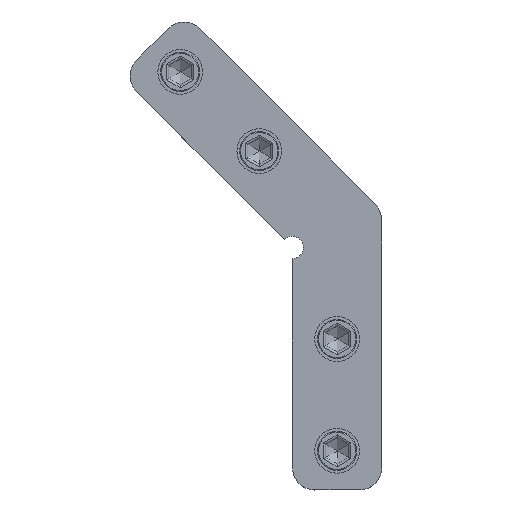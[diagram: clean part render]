
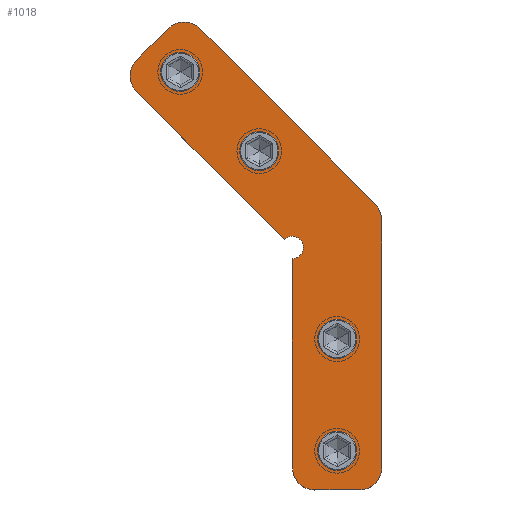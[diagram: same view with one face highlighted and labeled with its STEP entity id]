
A CAD part, top view. The second image highlights one B-rep face of the part: STEP entity #1018.
In plain terms, the highlighted planar face has unit normal (0, 0, 1).
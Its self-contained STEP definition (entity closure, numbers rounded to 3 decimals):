
#369=CARTESIAN_POINT('',(-5.,47.929,1.5));
#370=DIRECTION('',(0.,0.,-1.));
#371=DIRECTION('',(0.707,0.707,0.));
#372=AXIS2_PLACEMENT_3D('',#369,#370,#371);
#377=CARTESIAN_POINT('',(-4.,4.,1.5));
#378=DIRECTION('',(0.,0.,-1.));
#379=DIRECTION('',(1.,0.,0.));
#380=AXIS2_PLACEMENT_3D('',#377,#378,#379);
#385=CARTESIAN_POINT('',(-12.,4.,1.5));
#386=DIRECTION('',(0.,0.,-1.));
#387=DIRECTION('',(0.,-1.,0.));
#388=AXIS2_PLACEMENT_3D('',#385,#386,#387);
#393=CARTESIAN_POINT('',(-16.,43.373,1.5));
#394=DIRECTION('',(0.,0.,1.));
#395=DIRECTION('',(0.,-1.,0.));
#396=AXIS2_PLACEMENT_3D('',#393,#394,#395);
#401=CARTESIAN_POINT('',(-16.,43.373,1.5));
#402=DIRECTION('',(0.,0.,1.));
#403=DIRECTION('',(1.,0.,0.));
#404=AXIS2_PLACEMENT_3D('',#401,#402,#403);
#409=DIRECTION('',(-0.707,0.707,0.));
#410=VECTOR('',#409,37.373);
#411=CARTESIAN_POINT('',(-17.414,44.787,1.5));
#412=LINE('',#411,#410);
#416=CARTESIAN_POINT('',(-41.012,74.042,1.5));
#417=DIRECTION('',(0.,0.,-1.));
#418=DIRECTION('',(-0.707,-0.707,0.));
#419=AXIS2_PLACEMENT_3D('',#416,#417,#418);
#424=CARTESIAN_POINT('',(-41.012,74.042,1.5));
#425=DIRECTION('',(0.,0.,-1.));
#426=DIRECTION('',(-1.,0.,0.));
#427=AXIS2_PLACEMENT_3D('',#424,#425,#426);
#432=DIRECTION('',(0.707,0.707,0.));
#433=VECTOR('',#432,8.);
#434=CARTESIAN_POINT('',(-43.841,76.87,1.5));
#435=LINE('',#434,#433);
#439=CARTESIAN_POINT('',(-35.355,79.698,1.5));
#440=DIRECTION('',(0.,0.,-1.));
#441=DIRECTION('',(-0.707,0.707,0.));
#442=AXIS2_PLACEMENT_3D('',#439,#440,#441);
#447=DIRECTION('',(0.707,-0.707,0.));
#448=VECTOR('',#447,43.929);
#449=CARTESIAN_POINT('',(-32.527,82.527,1.5));
#450=LINE('',#449,#448);
#454=CARTESIAN_POINT('',(-8.,7.,1.5));
#455=DIRECTION('',(0.,0.,1.));
#456=DIRECTION('',(-1.,0.,0.));
#457=AXIS2_PLACEMENT_3D('',#454,#455,#456);
#462=CARTESIAN_POINT('',(-8.,7.,1.5));
#463=DIRECTION('',(0.,0.,1.));
#464=DIRECTION('',(1.,0.,0.));
#465=AXIS2_PLACEMENT_3D('',#462,#463,#464);
#470=CARTESIAN_POINT('',(-8.,27.,1.5));
#471=DIRECTION('',(0.,0.,1.));
#472=DIRECTION('',(-1.,0.,0.));
#473=AXIS2_PLACEMENT_3D('',#470,#471,#472);
#478=CARTESIAN_POINT('',(-8.,27.,1.5));
#479=DIRECTION('',(0.,0.,1.));
#480=DIRECTION('',(1.,0.,0.));
#481=AXIS2_PLACEMENT_3D('',#478,#479,#480);
#486=CARTESIAN_POINT('',(-21.92,60.607,1.5));
#487=DIRECTION('',(0.,0.,1.));
#488=DIRECTION('',(-1.,0.,0.));
#489=AXIS2_PLACEMENT_3D('',#486,#487,#488);
#494=CARTESIAN_POINT('',(-21.92,60.607,1.5));
#495=DIRECTION('',(0.,0.,1.));
#496=DIRECTION('',(1.,0.,0.));
#497=AXIS2_PLACEMENT_3D('',#494,#495,#496);
#502=CARTESIAN_POINT('',(-36.062,74.749,1.5));
#503=DIRECTION('',(0.,0.,1.));
#504=DIRECTION('',(-1.,0.,0.));
#505=AXIS2_PLACEMENT_3D('',#502,#503,#504);
#510=CARTESIAN_POINT('',(-36.062,74.749,1.5));
#511=DIRECTION('',(0.,0.,1.));
#512=DIRECTION('',(1.,0.,0.));
#513=AXIS2_PLACEMENT_3D('',#510,#511,#512);
#751=DIRECTION('',(0.,-1.,0.));
#752=VECTOR('',#751,37.373);
#753=CARTESIAN_POINT('',(-16.,41.373,1.5));
#754=LINE('',#753,#752);
#772=DIRECTION('',(1.,0.,0.));
#773=VECTOR('',#772,8.);
#774=CARTESIAN_POINT('',(-12.,0.,1.5));
#775=LINE('',#774,#773);
#793=DIRECTION('',(0.,1.,0.));
#794=VECTOR('',#793,43.929);
#795=CARTESIAN_POINT('',(0.,4.,1.5));
#796=LINE('',#795,#794);
#856=CARTESIAN_POINT('',(-43.841,71.213,1.5));
#857=CARTESIAN_POINT('',(-45.012,74.042,1.5));
#858=VERTEX_POINT('',#856);
#859=VERTEX_POINT('',#857);
#864=CARTESIAN_POINT('',(-1.464,51.464,1.5));
#865=CARTESIAN_POINT('',(0.,47.929,1.5));
#866=VERTEX_POINT('',#864);
#867=VERTEX_POINT('',#865);
#868=CARTESIAN_POINT('',(0.,4.,1.5));
#869=VERTEX_POINT('',#868);
#870=CARTESIAN_POINT('',(-4.,0.,1.5));
#871=VERTEX_POINT('',#870);
#872=CARTESIAN_POINT('',(-12.,0.,1.5));
#873=VERTEX_POINT('',#872);
#874=CARTESIAN_POINT('',(-16.,4.,1.5));
#875=VERTEX_POINT('',#874);
#876=CARTESIAN_POINT('',(-16.,41.373,1.5));
#877=VERTEX_POINT('',#876);
#878=CARTESIAN_POINT('',(-14.,43.373,1.5));
#879=VERTEX_POINT('',#878);
#880=CARTESIAN_POINT('',(-17.414,44.787,1.5));
#881=VERTEX_POINT('',#880);
#882=CARTESIAN_POINT('',(-43.841,76.87,1.5));
#883=VERTEX_POINT('',#882);
#884=CARTESIAN_POINT('',(-38.184,82.527,1.5));
#885=VERTEX_POINT('',#884);
#886=CARTESIAN_POINT('',(-32.527,82.527,1.5));
#887=VERTEX_POINT('',#886);
#912=CARTESIAN_POINT('',(-11.5,7.,1.5));
#913=CARTESIAN_POINT('',(-4.5,7.,1.5));
#914=VERTEX_POINT('',#912);
#915=VERTEX_POINT('',#913);
#921=CARTESIAN_POINT('',(-11.5,27.,1.5));
#923=VERTEX_POINT('',#921);
#925=CARTESIAN_POINT('',(-4.5,27.,1.5));
#927=VERTEX_POINT('',#925);
#929=CARTESIAN_POINT('',(-25.42,60.607,1.5));
#931=VERTEX_POINT('',#929);
#933=CARTESIAN_POINT('',(-18.42,60.607,1.5));
#935=VERTEX_POINT('',#933);
#937=CARTESIAN_POINT('',(-39.562,74.749,1.5));
#939=VERTEX_POINT('',#937);
#941=CARTESIAN_POINT('',(-32.562,74.749,1.5));
#943=VERTEX_POINT('',#941);
#960=CARTESIAN_POINT('',(-5.,47.929,1.5));
#961=DIRECTION('',(0.,0.,1.));
#962=DIRECTION('',(1.,0.,0.));
#963=AXIS2_PLACEMENT_3D('',#960,#961,#962);
#964=PLANE('',#963);
#966=ORIENTED_EDGE('',*,*,#965,.T.);
#968=ORIENTED_EDGE('',*,*,#967,.F.);
#970=ORIENTED_EDGE('',*,*,#969,.T.);
#972=ORIENTED_EDGE('',*,*,#971,.F.);
#974=ORIENTED_EDGE('',*,*,#973,.T.);
#976=ORIENTED_EDGE('',*,*,#975,.F.);
#978=ORIENTED_EDGE('',*,*,#977,.T.);
#980=ORIENTED_EDGE('',*,*,#979,.T.);
#982=ORIENTED_EDGE('',*,*,#981,.T.);
#983=ORIENTED_EDGE('',*,*,#949,.T.);
#985=ORIENTED_EDGE('',*,*,#984,.T.);
#987=ORIENTED_EDGE('',*,*,#986,.T.);
#989=ORIENTED_EDGE('',*,*,#988,.T.);
#991=ORIENTED_EDGE('',*,*,#990,.T.);
#992=EDGE_LOOP('',(#966,#968,#970,#972,#974,#976,#978,#980,#982,#983,#985,#987,
#989,#991));
#993=FACE_OUTER_BOUND('',#992,.F.);
#995=ORIENTED_EDGE('',*,*,#994,.T.);
#997=ORIENTED_EDGE('',*,*,#996,.T.);
#998=EDGE_LOOP('',(#995,#997));
#999=FACE_BOUND('',#998,.F.);
#1001=ORIENTED_EDGE('',*,*,#1000,.T.);
#1003=ORIENTED_EDGE('',*,*,#1002,.T.);
#1004=EDGE_LOOP('',(#1001,#1003));
#1005=FACE_BOUND('',#1004,.F.);
#1007=ORIENTED_EDGE('',*,*,#1006,.T.);
#1009=ORIENTED_EDGE('',*,*,#1008,.T.);
#1010=EDGE_LOOP('',(#1007,#1009));
#1011=FACE_BOUND('',#1010,.F.);
#1013=ORIENTED_EDGE('',*,*,#1012,.T.);
#1015=ORIENTED_EDGE('',*,*,#1014,.T.);
#1016=EDGE_LOOP('',(#1013,#1015));
#1017=FACE_BOUND('',#1016,.F.);
#373=CIRCLE('',#372,5.);
#381=CIRCLE('',#380,4.);
#389=CIRCLE('',#388,4.);
#397=CIRCLE('',#396,2.);
#405=CIRCLE('',#404,2.);
#420=CIRCLE('',#419,4.);
#428=CIRCLE('',#427,4.);
#443=CIRCLE('',#442,4.);
#458=CIRCLE('',#457,3.5);
#466=CIRCLE('',#465,3.5);
#474=CIRCLE('',#473,3.5);
#482=CIRCLE('',#481,3.5);
#490=CIRCLE('',#489,3.5);
#498=CIRCLE('',#497,3.5);
#506=CIRCLE('',#505,3.5);
#514=CIRCLE('',#513,3.5);
#949=EDGE_CURVE('',#858,#859,#420,.T.);
#965=EDGE_CURVE('',#866,#867,#373,.T.);
#967=EDGE_CURVE('',#869,#867,#796,.T.);
#969=EDGE_CURVE('',#869,#871,#381,.T.);
#971=EDGE_CURVE('',#873,#871,#775,.T.);
#973=EDGE_CURVE('',#873,#875,#389,.T.);
#975=EDGE_CURVE('',#877,#875,#754,.T.);
#977=EDGE_CURVE('',#877,#879,#397,.T.);
#979=EDGE_CURVE('',#879,#881,#405,.T.);
#981=EDGE_CURVE('',#881,#858,#412,.T.);
#984=EDGE_CURVE('',#859,#883,#428,.T.);
#986=EDGE_CURVE('',#883,#885,#435,.T.);
#988=EDGE_CURVE('',#885,#887,#443,.T.);
#990=EDGE_CURVE('',#887,#866,#450,.T.);
#994=EDGE_CURVE('',#914,#915,#458,.T.);
#996=EDGE_CURVE('',#915,#914,#466,.T.);
#1000=EDGE_CURVE('',#923,#927,#474,.T.);
#1002=EDGE_CURVE('',#927,#923,#482,.T.);
#1006=EDGE_CURVE('',#931,#935,#490,.T.);
#1008=EDGE_CURVE('',#935,#931,#498,.T.);
#1012=EDGE_CURVE('',#939,#943,#506,.T.);
#1014=EDGE_CURVE('',#943,#939,#514,.T.);
#1018=ADVANCED_FACE('',(#993,#999,#1005,#1011,#1017),#964,.T.);
